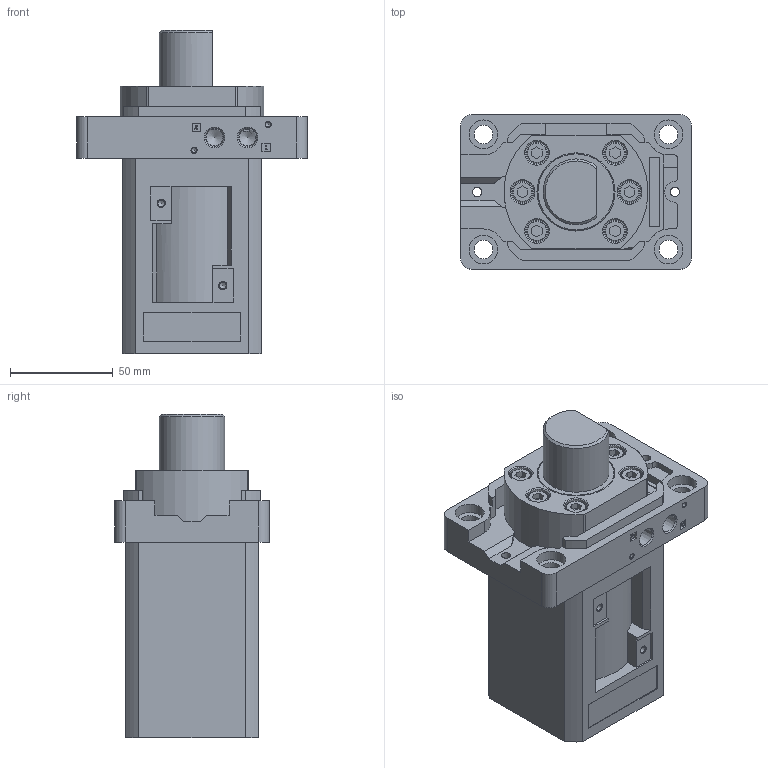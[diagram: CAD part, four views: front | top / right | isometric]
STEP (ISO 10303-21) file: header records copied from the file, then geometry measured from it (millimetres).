
FILE_DESCRIPTION( ( 'STEP AP203' ), '1' );
FILE_NAME( 'MSBS-50-30(0).stp', '2020-06-11T11:11:05', ( 'License CC BY-ND 4.0' ), ( 'CADENAS' ), ' ', 'PARTsolutions', ' ' );
FILE_SCHEMA( ( 'CONFIG_CONTROL_DESIGN' ) );
Length unit declared in the file: millimetre
Products named in the file (4): MSBS-50-30(0); _MSBS-50-30_(0_b); _MSBS-50-30_(0_r); _MSBS-50-30_(0_f)
Assembly tree (3 placements, depth 2):
  MSBS-50-30(0)
    _MSBS-50-30_(0_b)
    _MSBS-50-30_(0_r)
    _MSBS-50-30_(0_f)
Bounding box: 112 x 75 x 157 mm (x, y, z)
Volume: 558557.5 mm3; surface area: 110651.8 mm2
Topology: 3 solids, 3 shells, 371 faces, 930 edges, 609 vertices
Faces by surface type: plane 249, cylinder 83, cone 37, torus 2
Full cylindrical faces by diameter (mm): 2.459 x4, 3.242 x4, 4.5 x2, 8 x2, 8.5 x2, 9 x4, 10 x6, 11 x6, 14 x8, 32 x2, 38 x1, 50 x2
Entity records: 10633 total; most frequent: CARTESIAN_POINT 1829, DIRECTION 1778, ORIENTED_EDGE 1656, EDGE_CURVE 828, LINE 612, VECTOR 612, VERTEX_POINT 598, AXIS2_PLACEMENT_3D 583
